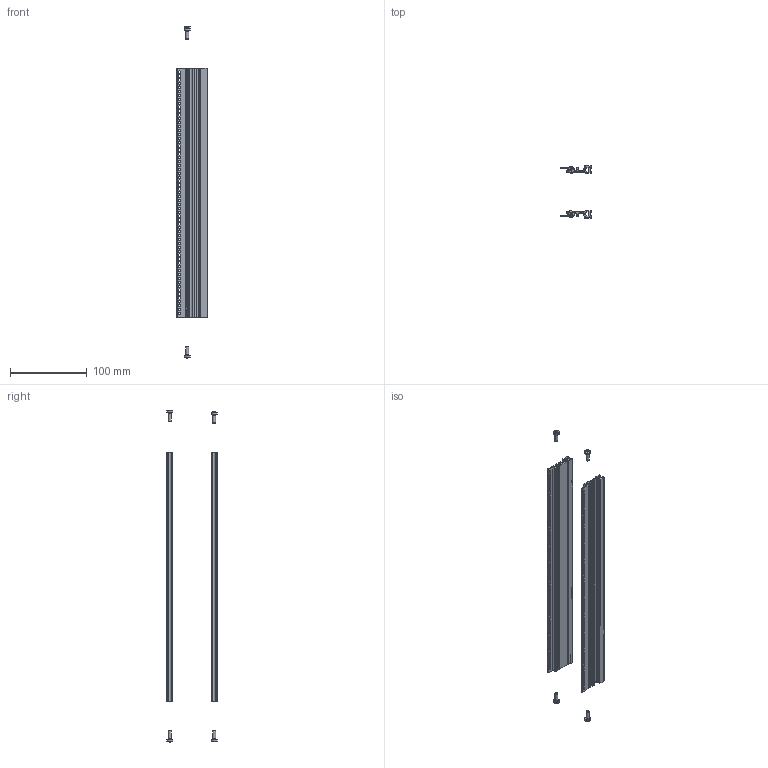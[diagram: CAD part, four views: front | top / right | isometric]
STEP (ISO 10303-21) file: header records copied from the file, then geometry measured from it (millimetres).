
FILE_DESCRIPTION(/* description */ (''),/* implementation_level */ '2;1');
FILE_NAME(/* name */ '54301063_IZPB_00063.stp',/* time_stamp */ '2014-04-10T12:36:28+02:00',/* author */ ('nowak'),/* organization */ ('Fa. Bopla'),/* preprocessor_version */ 'ST-DEVELOPER v15.2',/* originating_system */ 'Autodesk Inventor 2014',/* authorisation */ '');
FILE_SCHEMA (('AUTOMOTIVE_DESIGN { 1 0 10303 214 3 1 1 }'));
Length unit declared in the file: millimetre
Products named in the file (4): PB_63TE_3D; GS_II_63TE_3D; SHR_Z_M4X12-SONDER_3D; Baugruppe1
Bounding box: 39.5 x 67.8 x 433.22 mm (x, y, z)
Volume: 81344.3 mm3; surface area: 114219.8 mm2
Topology: 8 solids, 8 shells, 584 faces, 1942 edges, 1372 vertices
Faces by surface type: cylinder 352, plane 212, cone 8, torus 8, sphere 4
Full cylindrical faces by diameter (mm): 2.5 x126, 3 x6, 3.141 x4, 3.2 x126, 4 x4, 8 x4
Entity records: 9338 total; most frequent: CARTESIAN_POINT 1984, DIRECTION 1478, ORIENTED_EDGE 1272, EDGE_LOOP 658, EDGE_CURVE 636, AXIS2_PLACEMENT_3D 599, VERTEX_POINT 512, FACE_BOUND 399
